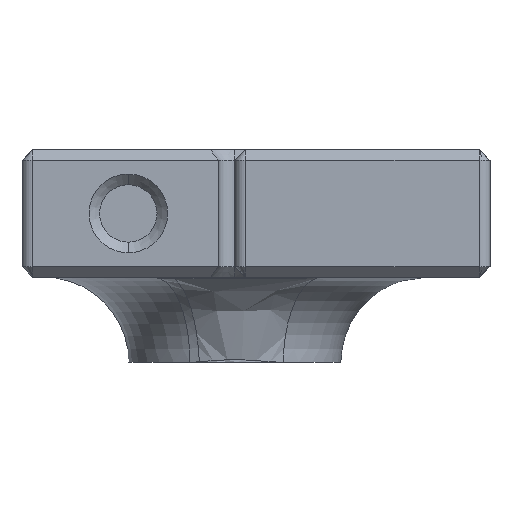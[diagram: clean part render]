
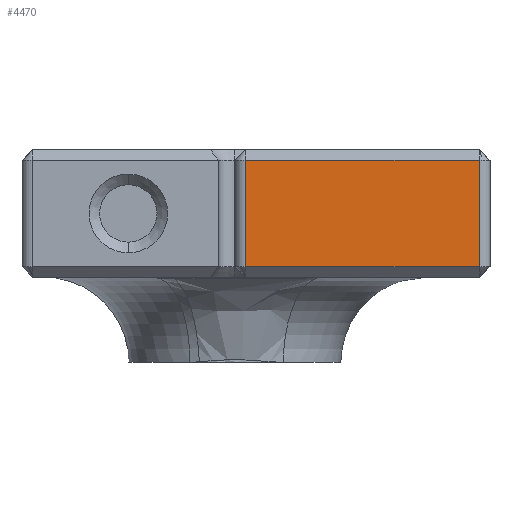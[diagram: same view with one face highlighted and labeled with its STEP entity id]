
A CAD part, left-side view. The second image highlights one B-rep face of the part: STEP entity #4470.
In plain terms, the highlighted planar face has unit normal (-1, 0, 0).
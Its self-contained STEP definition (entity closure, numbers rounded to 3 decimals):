
#160 = CARTESIAN_POINT ( 'NONE',  ( -45., -10.5, -2.5 ) ) ;
#170 = DIRECTION ( 'NONE',  ( 0., 0., 1. ) ) ;
#398 = PLANE ( 'NONE',  #1738 ) ;
#491 = CARTESIAN_POINT ( 'NONE',  ( -45., -10.5, -2.5 ) ) ;
#699 = EDGE_CURVE ( 'NONE', #1063, #4513, #4127, .T. ) ;
#705 = VERTEX_POINT ( 'NONE', #2000 ) ;
#1022 = EDGE_LOOP ( 'NONE', ( #2956, #3846, #2145, #3631 ) ) ;
#1037 = EDGE_CURVE ( 'NONE', #4513, #2359, #2921, .T. ) ;
#1063 = VERTEX_POINT ( 'NONE', #3666 ) ;
#1119 = CARTESIAN_POINT ( 'NONE',  ( -45., 0.5, -2.5 ) ) ;
#1285 = VECTOR ( 'NONE', #170, 1000. ) ;
#1627 = EDGE_CURVE ( 'NONE', #2359, #705, #4380, .T. ) ;
#1736 = DIRECTION ( 'NONE',  ( -1., 0., 0. ) ) ;
#1738 = AXIS2_PLACEMENT_3D ( 'NONE', #1827, #1736, #3256 ) ;
#1827 = CARTESIAN_POINT ( 'NONE',  ( -45., 0., 3. ) ) ;
#1937 = VECTOR ( 'NONE', #4077, 1000. ) ;
#2000 = CARTESIAN_POINT ( 'NONE',  ( -45., -10.5, 2.5 ) ) ;
#2043 = CARTESIAN_POINT ( 'NONE',  ( -45., 0.5, -3. ) ) ;
#2073 = EDGE_CURVE ( 'NONE', #705, #1063, #2644, .T. ) ;
#2145 = ORIENTED_EDGE ( 'NONE', *, *, #1627, .T. ) ;
#2359 = VERTEX_POINT ( 'NONE', #160 ) ;
#2644 = LINE ( 'NONE', #2923, #1937 ) ;
#2648 = CARTESIAN_POINT ( 'NONE',  ( -45., -10.5, 3. ) ) ;
#2828 = FACE_OUTER_BOUND ( 'NONE', #1022, .T. ) ;
#2921 = LINE ( 'NONE', #491, #4589 ) ;
#2923 = CARTESIAN_POINT ( 'NONE',  ( -45., 0., 2.5 ) ) ;
#2956 = ORIENTED_EDGE ( 'NONE', *, *, #699, .T. ) ;
#3162 = VECTOR ( 'NONE', #3468, 1000. ) ;
#3256 = DIRECTION ( 'NONE',  ( 0., 0., 1. ) ) ;
#3468 = DIRECTION ( 'NONE',  ( 0., 0., -1. ) ) ;
#3631 = ORIENTED_EDGE ( 'NONE', *, *, #2073, .T. ) ;
#3642 = DIRECTION ( 'NONE',  ( 0., -1., 0. ) ) ;
#3666 = CARTESIAN_POINT ( 'NONE',  ( -45., 0.5, 2.5 ) ) ;
#3846 = ORIENTED_EDGE ( 'NONE', *, *, #1037, .T. ) ;
#4077 = DIRECTION ( 'NONE',  ( 0., 1., 0. ) ) ;
#4127 = LINE ( 'NONE', #2043, #3162 ) ;
#4380 = LINE ( 'NONE', #2648, #1285 ) ;
#4470 = ADVANCED_FACE ( 'NONE', ( #2828 ), #398, .T. ) ;
#4513 = VERTEX_POINT ( 'NONE', #1119 ) ;
#4589 = VECTOR ( 'NONE', #3642, 1000. ) ;
